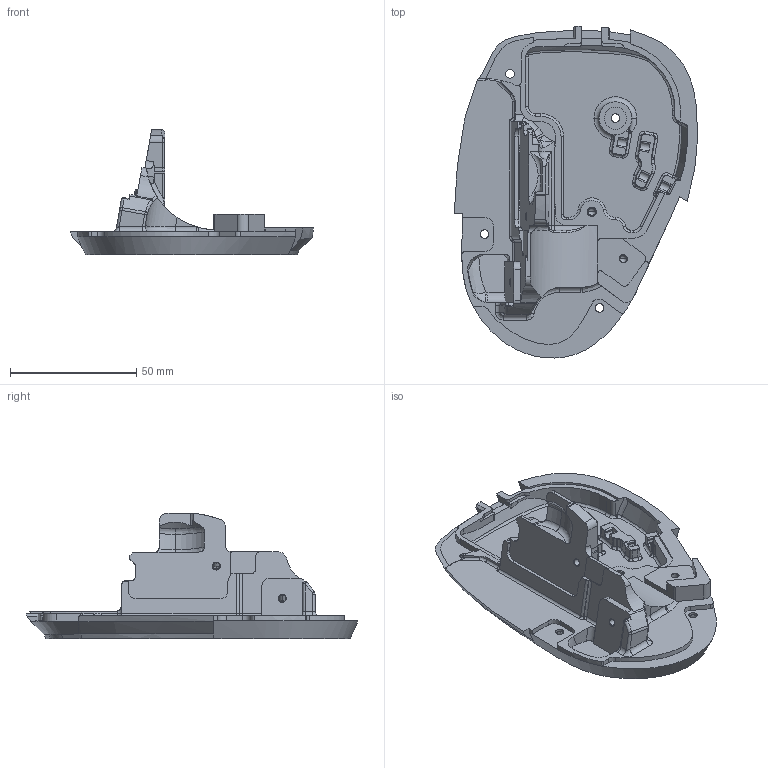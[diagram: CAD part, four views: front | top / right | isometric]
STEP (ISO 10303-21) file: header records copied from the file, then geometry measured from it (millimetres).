
FILE_DESCRIPTION (( 'STEP AP203' ), '1' );
FILE_NAME ('', '', ( '' ), ( '' ), '', '', '' );
FILE_SCHEMA (( 'CONFIG_CONTROL_DESIGN' ));
Length unit declared in the file: millimetre
Products named in the file (1): Bottom
Bounding box: 96.26 x 131.27 x 49.53 mm (x, y, z)
Volume: 78814.2 mm3; surface area: 30504.7 mm2
Topology: 1 solids, 1 shells, 753 faces, 1963 edges, 1223 vertices
Faces by surface type: plane 256, cylinder 227, bspline 159, torus 54, cone 49, sphere 8
Entity records: 41946 total; most frequent: CARTESIAN_POINT 24623, ORIENTED_EDGE 3890, DIRECTION 3220, EDGE_CURVE 1945, VERTEX_POINT 1218, AXIS2_PLACEMENT_3D 1152, VECTOR 916, LINE 916
